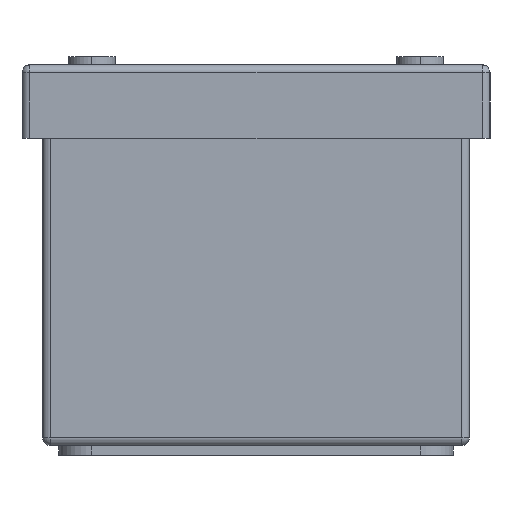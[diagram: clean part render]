
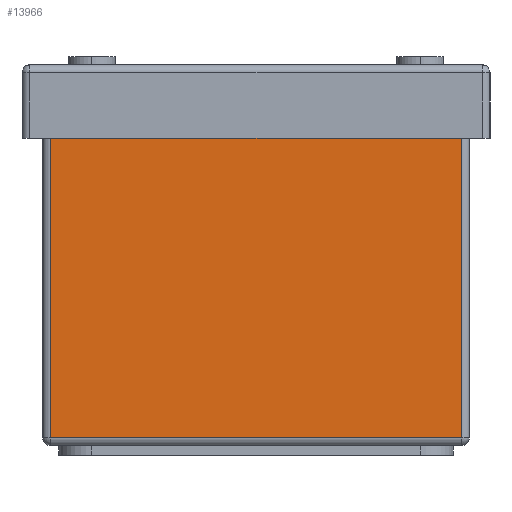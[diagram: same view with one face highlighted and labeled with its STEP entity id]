
A CAD part, left-side view. The second image highlights one B-rep face of the part: STEP entity #13966.
In plain terms, the highlighted planar face has unit normal (-1, 0, 0).
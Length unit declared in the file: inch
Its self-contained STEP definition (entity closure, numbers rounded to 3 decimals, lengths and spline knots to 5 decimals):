
#2360 = DIRECTION ( 'NONE',  ( 0., 1., 0. ) ) ;
#2530 = CARTESIAN_POINT ( 'NONE',  ( 0., 3.19, 0.06 ) ) ;
#2978 = CARTESIAN_POINT ( 'NONE',  ( 0., 3.19, 2.69 ) ) ;
#3403 = CARTESIAN_POINT ( 'NONE',  ( 0., 3.19, 2.75 ) ) ;
#4145 = CARTESIAN_POINT ( 'NONE',  ( 0., 3.19, 2.75 ) ) ;
#4162 = LINE ( 'NONE', #2530, #6112 ) ;
#4380 = EDGE_CURVE ( 'NONE', #9030, #11485, #10958, .T. ) ;
#4864 = FACE_OUTER_BOUND ( 'NONE', #11195, .T. ) ;
#5022 = AXIS2_PLACEMENT_3D ( 'NONE', #3403, #6142, #2360 ) ;
#5383 = VECTOR ( 'NONE', #7767, 39.37008 ) ;
#6112 = VECTOR ( 'NONE', #10356, 39.37008 ) ;
#6142 = DIRECTION ( 'NONE',  ( 1., 0., 0. ) ) ;
#6401 = CARTESIAN_POINT ( 'NONE',  ( 0., 0.06, 2.75 ) ) ;
#6567 = EDGE_CURVE ( 'NONE', #11485, #9601, #12037, .T. ) ;
#7166 = CARTESIAN_POINT ( 'NONE',  ( 0., 0.06, 0.06 ) ) ;
#7381 = EDGE_CURVE ( 'NONE', #9030, #16391, #12913, .T. ) ;
#7767 = DIRECTION ( 'NONE',  ( 0., 0., -1. ) ) ;
#8558 = ORIENTED_EDGE ( 'NONE', *, *, #7381, .F. ) ;
#9030 = VERTEX_POINT ( 'NONE', #10247 ) ;
#9512 = DIRECTION ( 'NONE',  ( 0., 1., 0. ) ) ;
#9601 = VERTEX_POINT ( 'NONE', #12191 ) ;
#9981 = VECTOR ( 'NONE', #9512, 39.37008 ) ;
#10247 = CARTESIAN_POINT ( 'NONE',  ( 0., 0.06, 2.69 ) ) ;
#10255 = ORIENTED_EDGE ( 'NONE', *, *, #14036, .T. ) ;
#10356 = DIRECTION ( 'NONE',  ( 0., -1., 0. ) ) ;
#10958 = LINE ( 'NONE', #2978, #9981 ) ;
#11195 = EDGE_LOOP ( 'NONE', ( #8558, #11562, #11508, #10255 ) ) ;
#11485 = VERTEX_POINT ( 'NONE', #16504 ) ;
#11508 = ORIENTED_EDGE ( 'NONE', *, *, #6567, .T. ) ;
#11562 = ORIENTED_EDGE ( 'NONE', *, *, #4380, .T. ) ;
#12037 = LINE ( 'NONE', #4145, #15475 ) ;
#12191 = CARTESIAN_POINT ( 'NONE',  ( 0., 3.19, 0.06 ) ) ;
#12913 = LINE ( 'NONE', #6401, #5383 ) ;
#13405 = DIRECTION ( 'NONE',  ( 0., 0., -1. ) ) ;
#13966 = ADVANCED_FACE ( 'NONE', ( #4864 ), #15155, .F. ) ;
#14036 = EDGE_CURVE ( 'NONE', #9601, #16391, #4162, .T. ) ;
#15155 = PLANE ( 'NONE',  #5022 ) ;
#15475 = VECTOR ( 'NONE', #13405, 39.37008 ) ;
#16391 = VERTEX_POINT ( 'NONE', #7166 ) ;
#16504 = CARTESIAN_POINT ( 'NONE',  ( 0., 3.19, 2.69 ) ) ;
